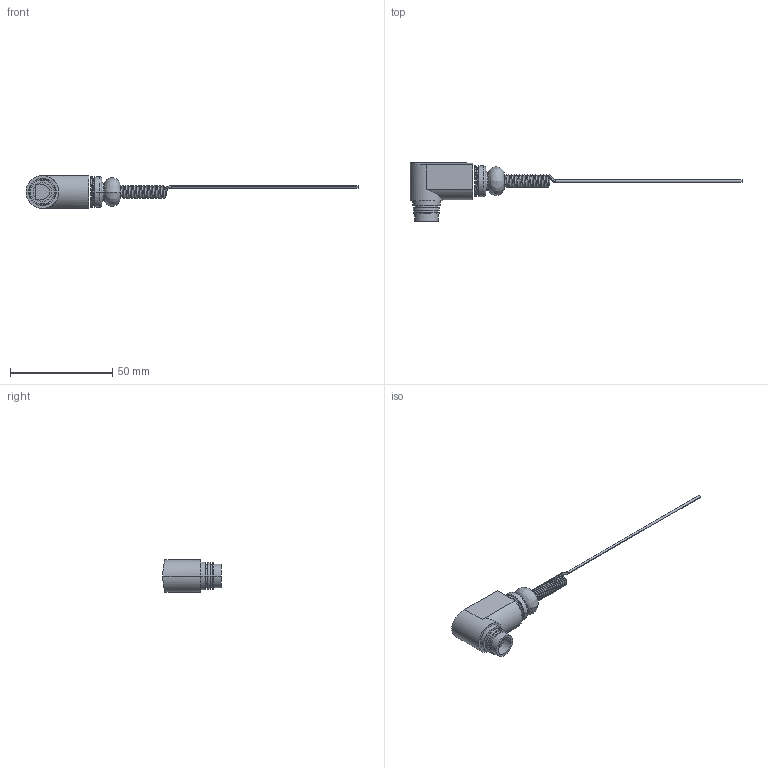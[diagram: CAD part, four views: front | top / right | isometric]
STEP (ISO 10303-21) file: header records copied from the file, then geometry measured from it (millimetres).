
FILE_DESCRIPTION(('STEP AP242'),'1');
FILE_NAME('zce67.stp','2021-02-16T13:45:19',('TraceParts'),('TraceParts S.A.'),'Spatial InterOp 3D',' ',' ');
FILE_SCHEMA(('AP242_MANAGED_MODEL_BASED_3D_ENGINEERING_MIM_LF {1 0 10303 442 1 1 4}'));
Length unit declared in the file: millimetre
Products named in the file (1): zce67_1
Bounding box: 162.05 x 28.5 x 16 mm (x, y, z)
Volume: 9017.9 mm3; surface area: 6414.7 mm2
Topology: 3 solids, 3 shells, 111 faces, 259 edges, 168 vertices
Faces by surface type: cylinder 34, torus 28, plane 27, bspline 16, cone 6
Entity records: 7543 total; most frequent: CARTESIAN_POINT 4935, DIRECTION 583, ORIENTED_EDGE 518, AXIS2_PLACEMENT_3D 261, EDGE_CURVE 259, VERTEX_POINT 168, CIRCLE 163, EDGE_LOOP 127
